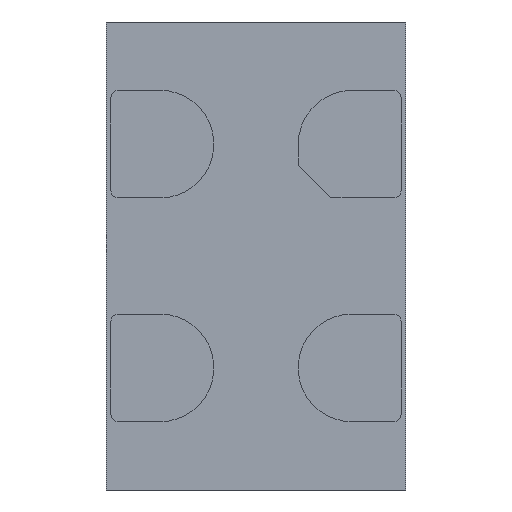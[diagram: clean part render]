
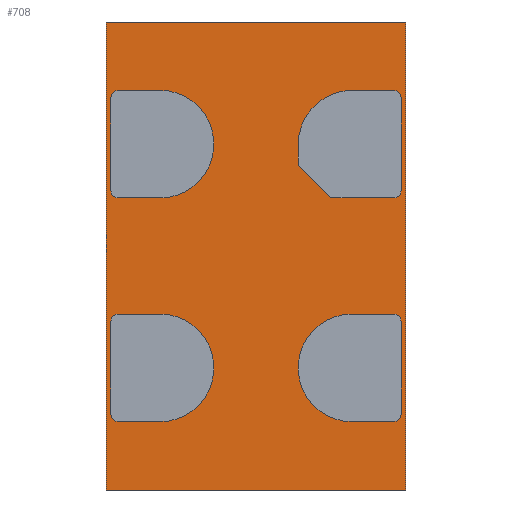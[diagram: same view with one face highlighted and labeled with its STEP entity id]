
A CAD part, front view. The second image highlights one B-rep face of the part: STEP entity #708.
In plain terms, the highlighted planar face has unit normal (0, -1, 0).
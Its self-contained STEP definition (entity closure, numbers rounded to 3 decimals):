
#16=FACE_BOUND('',#123,.T.);
#17=FACE_BOUND('',#124,.T.);
#18=FACE_BOUND('',#125,.T.);
#19=FACE_BOUND('',#126,.T.);
#44=PLANE('',#774);
#82=FACE_OUTER_BOUND('',#122,.T.);
#122=EDGE_LOOP('',(#593,#594,#595,#596));
#123=EDGE_LOOP('',(#597,#598,#599,#600,#601,#602));
#124=EDGE_LOOP('',(#603,#604,#605,#606,#607,#608));
#125=EDGE_LOOP('',(#609,#610,#611,#612,#613,#614,#615,#616));
#126=EDGE_LOOP('',(#617,#618,#619,#620,#621,#622));
#129=LINE('',#983,#195);
#133=LINE('',#995,#199);
#137=LINE('',#1006,#203);
#141=LINE('',#1020,#207);
#145=LINE('',#1032,#211);
#149=LINE('',#1043,#215);
#153=LINE('',#1057,#219);
#157=LINE('',#1069,#223);
#160=LINE('',#1075,#226);
#163=LINE('',#1081,#229);
#167=LINE('',#1092,#233);
#171=LINE('',#1106,#237);
#175=LINE('',#1118,#241);
#179=LINE('',#1129,#245);
#184=LINE('',#1146,#250);
#188=LINE('',#1155,#254);
#191=LINE('',#1160,#257);
#192=LINE('',#1162,#258);
#195=VECTOR('',#787,0.99);
#199=VECTOR('',#799,0.44);
#203=VECTOR('',#811,0.44);
#207=VECTOR('',#825,0.99);
#211=VECTOR('',#837,0.44);
#215=VECTOR('',#849,0.44);
#219=VECTOR('',#863,0.99);
#223=VECTOR('',#875,0.67);
#226=VECTOR('',#880,0.495);
#229=VECTOR('',#885,0.22);
#233=VECTOR('',#897,0.44);
#237=VECTOR('',#911,0.99);
#241=VECTOR('',#923,0.44);
#245=VECTOR('',#935,0.44);
#250=VECTOR('',#952,5.);
#254=VECTOR('',#960,3.2);
#257=VECTOR('',#965,3.2);
#258=VECTOR('',#968,5.);
#259=CIRCLE('',#712,0.08);
#261=CIRCLE('',#716,0.08);
#263=CIRCLE('',#720,0.575);
#265=CIRCLE('',#725,0.08);
#267=CIRCLE('',#729,0.08);
#269=CIRCLE('',#733,0.575);
#271=CIRCLE('',#738,0.08);
#273=CIRCLE('',#742,0.08);
#275=CIRCLE('',#748,0.58);
#277=CIRCLE('',#753,0.08);
#279=CIRCLE('',#757,0.08);
#281=CIRCLE('',#761,0.575);
#285=VERTEX_POINT('',#973);
#286=VERTEX_POINT('',#974);
#289=VERTEX_POINT('',#982);
#291=VERTEX_POINT('',#988);
#293=VERTEX_POINT('',#994);
#295=VERTEX_POINT('',#1000);
#297=VERTEX_POINT('',#1010);
#298=VERTEX_POINT('',#1011);
#301=VERTEX_POINT('',#1019);
#303=VERTEX_POINT('',#1025);
#305=VERTEX_POINT('',#1031);
#307=VERTEX_POINT('',#1037);
#309=VERTEX_POINT('',#1047);
#310=VERTEX_POINT('',#1048);
#313=VERTEX_POINT('',#1056);
#315=VERTEX_POINT('',#1062);
#317=VERTEX_POINT('',#1068);
#319=VERTEX_POINT('',#1074);
#321=VERTEX_POINT('',#1080);
#323=VERTEX_POINT('',#1086);
#325=VERTEX_POINT('',#1096);
#326=VERTEX_POINT('',#1097);
#329=VERTEX_POINT('',#1105);
#331=VERTEX_POINT('',#1111);
#333=VERTEX_POINT('',#1117);
#335=VERTEX_POINT('',#1123);
#339=VERTEX_POINT('',#1139);
#342=VERTEX_POINT('',#1144);
#345=VERTEX_POINT('',#1154);
#346=VERTEX_POINT('',#1158);
#347=EDGE_CURVE('',#285,#286,#259,.T.);
#351=EDGE_CURVE('',#286,#289,#129,.T.);
#354=EDGE_CURVE('',#289,#291,#261,.T.);
#357=EDGE_CURVE('',#291,#293,#133,.T.);
#360=EDGE_CURVE('',#293,#295,#263,.T.);
#363=EDGE_CURVE('',#295,#285,#137,.T.);
#365=EDGE_CURVE('',#297,#298,#265,.T.);
#369=EDGE_CURVE('',#298,#301,#141,.T.);
#372=EDGE_CURVE('',#301,#303,#267,.T.);
#375=EDGE_CURVE('',#303,#305,#145,.T.);
#378=EDGE_CURVE('',#305,#307,#269,.T.);
#381=EDGE_CURVE('',#307,#297,#149,.T.);
#383=EDGE_CURVE('',#309,#310,#271,.T.);
#387=EDGE_CURVE('',#310,#313,#153,.T.);
#390=EDGE_CURVE('',#313,#315,#273,.T.);
#393=EDGE_CURVE('',#315,#317,#157,.T.);
#396=EDGE_CURVE('',#317,#319,#160,.T.);
#399=EDGE_CURVE('',#319,#321,#163,.T.);
#402=EDGE_CURVE('',#321,#323,#275,.T.);
#405=EDGE_CURVE('',#323,#309,#167,.T.);
#407=EDGE_CURVE('',#325,#326,#277,.T.);
#411=EDGE_CURVE('',#326,#329,#171,.T.);
#414=EDGE_CURVE('',#329,#331,#279,.T.);
#417=EDGE_CURVE('',#331,#333,#175,.T.);
#420=EDGE_CURVE('',#333,#335,#281,.T.);
#423=EDGE_CURVE('',#335,#325,#179,.T.);
#430=EDGE_CURVE('',#339,#342,#184,.T.);
#434=EDGE_CURVE('',#345,#339,#188,.T.);
#437=EDGE_CURVE('',#342,#346,#191,.T.);
#438=EDGE_CURVE('',#346,#345,#192,.T.);
#593=ORIENTED_EDGE('',*,*,#437,.T.);
#594=ORIENTED_EDGE('',*,*,#438,.T.);
#595=ORIENTED_EDGE('',*,*,#434,.T.);
#596=ORIENTED_EDGE('',*,*,#430,.T.);
#597=ORIENTED_EDGE('',*,*,#347,.T.);
#598=ORIENTED_EDGE('',*,*,#351,.T.);
#599=ORIENTED_EDGE('',*,*,#354,.T.);
#600=ORIENTED_EDGE('',*,*,#357,.T.);
#601=ORIENTED_EDGE('',*,*,#360,.T.);
#602=ORIENTED_EDGE('',*,*,#363,.T.);
#603=ORIENTED_EDGE('',*,*,#365,.T.);
#604=ORIENTED_EDGE('',*,*,#369,.T.);
#605=ORIENTED_EDGE('',*,*,#372,.T.);
#606=ORIENTED_EDGE('',*,*,#375,.T.);
#607=ORIENTED_EDGE('',*,*,#378,.T.);
#608=ORIENTED_EDGE('',*,*,#381,.T.);
#609=ORIENTED_EDGE('',*,*,#383,.T.);
#610=ORIENTED_EDGE('',*,*,#387,.T.);
#611=ORIENTED_EDGE('',*,*,#390,.T.);
#612=ORIENTED_EDGE('',*,*,#393,.T.);
#613=ORIENTED_EDGE('',*,*,#396,.T.);
#614=ORIENTED_EDGE('',*,*,#399,.T.);
#615=ORIENTED_EDGE('',*,*,#402,.T.);
#616=ORIENTED_EDGE('',*,*,#405,.T.);
#617=ORIENTED_EDGE('',*,*,#407,.T.);
#618=ORIENTED_EDGE('',*,*,#411,.T.);
#619=ORIENTED_EDGE('',*,*,#414,.T.);
#620=ORIENTED_EDGE('',*,*,#417,.T.);
#621=ORIENTED_EDGE('',*,*,#420,.T.);
#622=ORIENTED_EDGE('',*,*,#423,.T.);
#708=ADVANCED_FACE('',(#82,#16,#17,#18,#19),#44,.F.);
#712=AXIS2_PLACEMENT_3D('',#975,#779,#780);
#716=AXIS2_PLACEMENT_3D('',#989,#792,#793);
#720=AXIS2_PLACEMENT_3D('',#1001,#804,#805);
#725=AXIS2_PLACEMENT_3D('',#1012,#817,#818);
#729=AXIS2_PLACEMENT_3D('',#1026,#830,#831);
#733=AXIS2_PLACEMENT_3D('',#1038,#842,#843);
#738=AXIS2_PLACEMENT_3D('',#1049,#855,#856);
#742=AXIS2_PLACEMENT_3D('',#1063,#868,#869);
#748=AXIS2_PLACEMENT_3D('',#1087,#890,#891);
#753=AXIS2_PLACEMENT_3D('',#1098,#903,#904);
#757=AXIS2_PLACEMENT_3D('',#1112,#916,#917);
#761=AXIS2_PLACEMENT_3D('',#1124,#928,#929);
#774=AXIS2_PLACEMENT_3D('',#1163,#969,#970);
#779=DIRECTION('center_axis',(0.,1.,0.));
#780=DIRECTION('ref_axis',(-1.,0.,0.));
#787=DIRECTION('',(0.,0.,-1.));
#792=DIRECTION('center_axis',(0.,1.,0.));
#793=DIRECTION('ref_axis',(0.,0.,1.));
#799=DIRECTION('',(-1.,0.,0.));
#804=DIRECTION('center_axis',(0.,1.,0.));
#805=DIRECTION('ref_axis',(-0.009,0.,-1.));
#811=DIRECTION('',(1.,0.,0.));
#817=DIRECTION('center_axis',(0.,1.,0.));
#818=DIRECTION('ref_axis',(1.,0.,0.));
#825=DIRECTION('',(0.,0.,1.));
#830=DIRECTION('center_axis',(0.,1.,0.));
#831=DIRECTION('ref_axis',(0.,0.,-1.));
#837=DIRECTION('',(1.,0.,0.));
#842=DIRECTION('center_axis',(0.,1.,0.));
#843=DIRECTION('ref_axis',(0.009,0.,1.));
#849=DIRECTION('',(-1.,0.,0.));
#855=DIRECTION('center_axis',(0.,1.,0.));
#856=DIRECTION('ref_axis',(-1.,0.,0.));
#863=DIRECTION('',(0.,0.,-1.));
#868=DIRECTION('center_axis',(0.,1.,0.));
#869=DIRECTION('ref_axis',(0.,0.,1.));
#875=DIRECTION('',(-1.,0.,0.));
#880=DIRECTION('',(-0.707,0.,0.707));
#885=DIRECTION('',(0.,0.,1.));
#890=DIRECTION('center_axis',(0.,1.,0.));
#891=DIRECTION('ref_axis',(0.,0.,-1.));
#897=DIRECTION('',(1.,0.,0.));
#903=DIRECTION('center_axis',(0.,1.,0.));
#904=DIRECTION('ref_axis',(1.,0.,0.));
#911=DIRECTION('',(0.,0.,1.));
#916=DIRECTION('center_axis',(0.,1.,0.));
#917=DIRECTION('ref_axis',(0.,0.,-1.));
#923=DIRECTION('',(1.,0.,0.));
#928=DIRECTION('center_axis',(0.,1.,0.));
#929=DIRECTION('ref_axis',(0.009,0.,1.));
#935=DIRECTION('',(-1.,0.,0.));
#952=DIRECTION('',(0.,0.,1.));
#960=DIRECTION('',(1.,0.,0.));
#965=DIRECTION('',(-1.,0.,0.));
#968=DIRECTION('',(0.,0.,-1.));
#969=DIRECTION('center_axis',(0.,1.,0.));
#970=DIRECTION('ref_axis',(0.,0.,1.));
#973=CARTESIAN_POINT('',(1.47,0.,-0.62));
#974=CARTESIAN_POINT('',(1.55,0.,-0.7));
#975=CARTESIAN_POINT('Origin',(1.47,0.,-0.7));
#982=CARTESIAN_POINT('',(1.55,0.,-1.69));
#983=CARTESIAN_POINT('',(1.55,0.,-0.845));
#988=CARTESIAN_POINT('',(1.47,0.,-1.77));
#989=CARTESIAN_POINT('Origin',(1.47,0.,-1.69));
#994=CARTESIAN_POINT('',(1.03,0.,-1.77));
#995=CARTESIAN_POINT('',(0.515,0.,-1.77));
#1000=CARTESIAN_POINT('',(1.03,0.,-0.62));
#1001=CARTESIAN_POINT('Origin',(1.025,0.,-1.195));
#1006=CARTESIAN_POINT('',(0.735,0.,-0.62));
#1010=CARTESIAN_POINT('',(-1.47,0.,0.62));
#1011=CARTESIAN_POINT('',(-1.55,0.,0.7));
#1012=CARTESIAN_POINT('Origin',(-1.47,0.,0.7));
#1019=CARTESIAN_POINT('',(-1.55,0.,1.69));
#1020=CARTESIAN_POINT('',(-1.55,0.,0.845));
#1025=CARTESIAN_POINT('',(-1.47,0.,1.77));
#1026=CARTESIAN_POINT('Origin',(-1.47,0.,1.69));
#1031=CARTESIAN_POINT('',(-1.03,0.,1.77));
#1032=CARTESIAN_POINT('',(-0.515,0.,1.77));
#1037=CARTESIAN_POINT('',(-1.03,0.,0.62));
#1038=CARTESIAN_POINT('Origin',(-1.025,0.,1.195));
#1043=CARTESIAN_POINT('',(-0.735,0.,0.62));
#1047=CARTESIAN_POINT('',(1.47,0.,1.77));
#1048=CARTESIAN_POINT('',(1.55,0.,1.69));
#1049=CARTESIAN_POINT('Origin',(1.47,0.,1.69));
#1056=CARTESIAN_POINT('',(1.55,0.,0.7));
#1057=CARTESIAN_POINT('',(1.55,0.,0.35));
#1062=CARTESIAN_POINT('',(1.47,0.,0.62));
#1063=CARTESIAN_POINT('Origin',(1.47,0.,0.7));
#1068=CARTESIAN_POINT('',(0.8,0.,0.62));
#1069=CARTESIAN_POINT('',(0.4,0.,0.62));
#1074=CARTESIAN_POINT('',(0.45,0.,0.97));
#1075=CARTESIAN_POINT('',(0.58,0.,0.84));
#1080=CARTESIAN_POINT('',(0.45,0.,1.19));
#1081=CARTESIAN_POINT('',(0.45,0.,0.595));
#1086=CARTESIAN_POINT('',(1.03,0.,1.77));
#1087=CARTESIAN_POINT('Origin',(1.03,0.,1.19));
#1092=CARTESIAN_POINT('',(0.735,0.,1.77));
#1096=CARTESIAN_POINT('',(-1.47,0.,-1.77));
#1097=CARTESIAN_POINT('',(-1.55,0.,-1.69));
#1098=CARTESIAN_POINT('Origin',(-1.47,0.,-1.69));
#1105=CARTESIAN_POINT('',(-1.55,0.,-0.7));
#1106=CARTESIAN_POINT('',(-1.55,0.,-0.35));
#1111=CARTESIAN_POINT('',(-1.47,0.,-0.62));
#1112=CARTESIAN_POINT('Origin',(-1.47,0.,-0.7));
#1117=CARTESIAN_POINT('',(-1.03,0.,-0.62));
#1118=CARTESIAN_POINT('',(-0.515,0.,-0.62));
#1123=CARTESIAN_POINT('',(-1.03,0.,-1.77));
#1124=CARTESIAN_POINT('Origin',(-1.025,0.,-1.195));
#1129=CARTESIAN_POINT('',(-0.735,0.,-1.77));
#1139=CARTESIAN_POINT('',(1.6,0.,-2.5));
#1144=CARTESIAN_POINT('',(1.6,0.,2.5));
#1146=CARTESIAN_POINT('',(1.6,0.,-2.5));
#1154=CARTESIAN_POINT('',(-1.6,0.,-2.5));
#1155=CARTESIAN_POINT('',(-1.6,0.,-2.5));
#1158=CARTESIAN_POINT('',(-1.6,0.,2.5));
#1160=CARTESIAN_POINT('',(1.6,0.,2.5));
#1162=CARTESIAN_POINT('',(-1.6,0.,2.5));
#1163=CARTESIAN_POINT('Origin',(0.,0.,0.));
